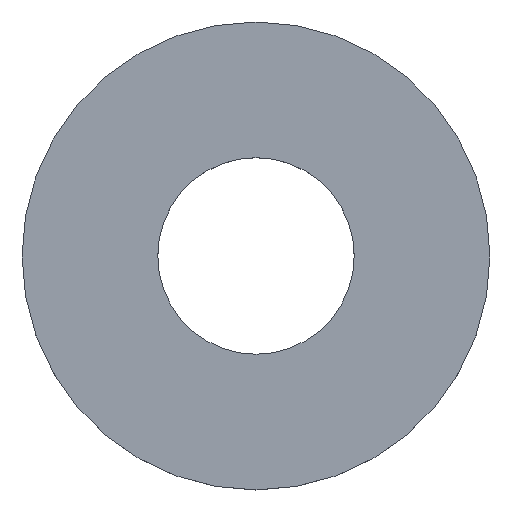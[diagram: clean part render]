
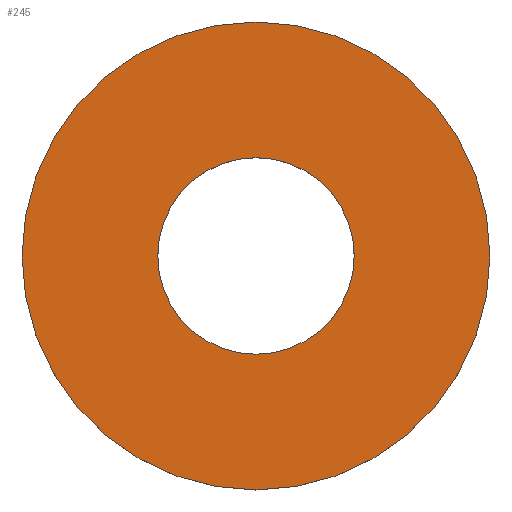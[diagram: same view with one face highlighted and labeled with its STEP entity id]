
A CAD part, top view. The second image highlights one B-rep face of the part: STEP entity #245.
In plain terms, the highlighted planar face has unit normal (0, 0, 1).
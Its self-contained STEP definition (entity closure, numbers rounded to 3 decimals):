
#4 = EDGE_LOOP ( 'NONE', ( #68, #69 ) ) ;
#68 = ORIENTED_EDGE ( 'NONE', *, *, #232, .T. ) ;
#69 = ORIENTED_EDGE ( 'NONE', *, *, #235, .T. ) ;
#75 = ORIENTED_EDGE ( 'NONE', *, *, #220, .F. ) ;
#76 = ORIENTED_EDGE ( 'NONE', *, *, #243, .F. ) ;
#83 = CIRCLE ( 'NONE', #219, 16. ) ;
#85 = CIRCLE ( 'NONE', #221, 38.1 ) ;
#86 = CIRCLE ( 'NONE', #223, 38.1 ) ;
#89 = FACE_OUTER_BOUND ( 'NONE', #4, .T. ) ;
#90 = CIRCLE ( 'NONE', #215, 16. ) ;
#92 = FACE_BOUND ( 'NONE', #97, .T. ) ;
#97 = EDGE_LOOP ( 'NONE', ( #75, #76 ) ) ;
#107 = CARTESIAN_POINT ( 'NONE',  ( 0., 0., 5. ) ) ;
#108 = PLANE ( 'NONE',  #241 ) ;
#119 = DIRECTION ( 'NONE',  ( 0., 0., 1. ) ) ;
#120 = DIRECTION ( 'NONE',  ( 1., 0., 0. ) ) ;
#121 = DIRECTION ( 'NONE',  ( 1., 0., 0. ) ) ;
#122 = DIRECTION ( 'NONE',  ( 0., 0., 1. ) ) ;
#154 = CARTESIAN_POINT ( 'NONE',  ( 0., 0., 5. ) ) ;
#158 = CARTESIAN_POINT ( 'NONE',  ( 38.1, 0., 5. ) ) ;
#160 = DIRECTION ( 'NONE',  ( 1., 0., 0. ) ) ;
#164 = VERTEX_POINT ( 'NONE', #184 ) ;
#169 = CARTESIAN_POINT ( 'NONE',  ( 0., 0., 5. ) ) ;
#170 = CARTESIAN_POINT ( 'NONE',  ( 16., 0., 5. ) ) ;
#171 = DIRECTION ( 'NONE',  ( 0., 0., 1. ) ) ;
#172 = VERTEX_POINT ( 'NONE', #158 ) ;
#180 = VERTEX_POINT ( 'NONE', #170 ) ;
#183 = VERTEX_POINT ( 'NONE', #193 ) ;
#184 = CARTESIAN_POINT ( 'NONE',  ( -16., 0., 5. ) ) ;
#187 = DIRECTION ( 'NONE',  ( 0., 0., 1. ) ) ;
#188 = DIRECTION ( 'NONE',  ( 1., 0., 0. ) ) ;
#189 = CARTESIAN_POINT ( 'NONE',  ( 0., 0., 5. ) ) ;
#190 = CARTESIAN_POINT ( 'NONE',  ( 0., 0., 5. ) ) ;
#191 = DIRECTION ( 'NONE',  ( 0., 0., 1. ) ) ;
#192 = DIRECTION ( 'NONE',  ( 1., 0., 0. ) ) ;
#193 = CARTESIAN_POINT ( 'NONE',  ( -38.1, 0., 5. ) ) ;
#215 = AXIS2_PLACEMENT_3D ( 'NONE', #190, #119, #120 ) ;
#219 = AXIS2_PLACEMENT_3D ( 'NONE', #169, #171, #160 ) ;
#220 = EDGE_CURVE ( 'NONE', #164, #180, #83, .T. ) ;
#221 = AXIS2_PLACEMENT_3D ( 'NONE', #154, #187, #188 ) ;
#223 = AXIS2_PLACEMENT_3D ( 'NONE', #189, #191, #192 ) ;
#232 = EDGE_CURVE ( 'NONE', #183, #172, #85, .T. ) ;
#235 = EDGE_CURVE ( 'NONE', #172, #183, #86, .T. ) ;
#241 = AXIS2_PLACEMENT_3D ( 'NONE', #107, #122, #121 ) ;
#243 = EDGE_CURVE ( 'NONE', #180, #164, #90, .T. ) ;
#245 = ADVANCED_FACE ( 'NONE', ( #89, #92 ), #108, .T. ) ;
